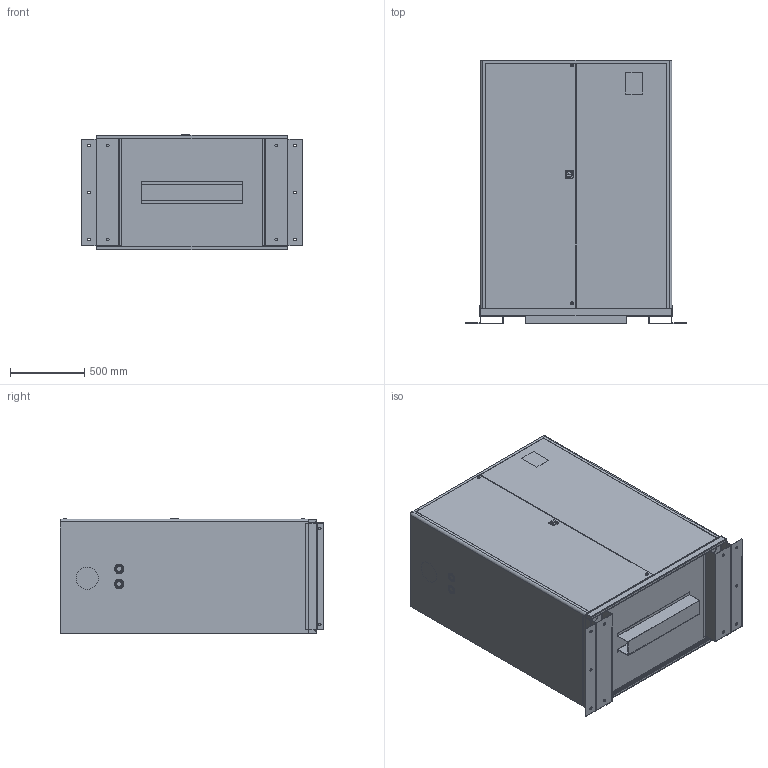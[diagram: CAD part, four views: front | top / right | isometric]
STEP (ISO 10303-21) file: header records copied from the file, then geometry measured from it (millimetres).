
FILE_DESCRIPTION (( 'STEP AP214' ), '1' );
FILE_NAME ('INV1D-SM.STEP', '2025-09-12T21:16:11', ( '' ), ( '' ), 'SwSTEP 2.0', 'SolidWorks 2016', '' );
FILE_SCHEMA (( 'AUTOMOTIVE_DESIGN' ));
Length unit declared in the file: inch
Products named in the file (7): WR Pull Handle; WR Lock01; 5009-835; INV1D; Base51; INV1D Item 1; INV1D-SM
Assembly tree (8 placements, depth 3):
  INV1D-SM
    INV1D
      Base51
      INV1D Item 1
      WR Pull Handle
      WR Lock01  x2
    5009-835  x2
Bounding box: 1492.25 x 1778 x 781.09 mm (x, y, z)
Volume: 1688405950.6 mm3; surface area: 13927441.2 mm2
Topology: 14 solids, 14 shells, 426 faces, 930 edges, 582 vertices
Faces by surface type: plane 229, cylinder 187, bspline 6, cone 4
Entity records: 10754 total; most frequent: CARTESIAN_POINT 1906, DIRECTION 1887, ORIENTED_EDGE 1620, EDGE_CURVE 810, AXIS2_PLACEMENT_3D 709, VERTEX_POINT 510, VECTOR 469, LINE 469
